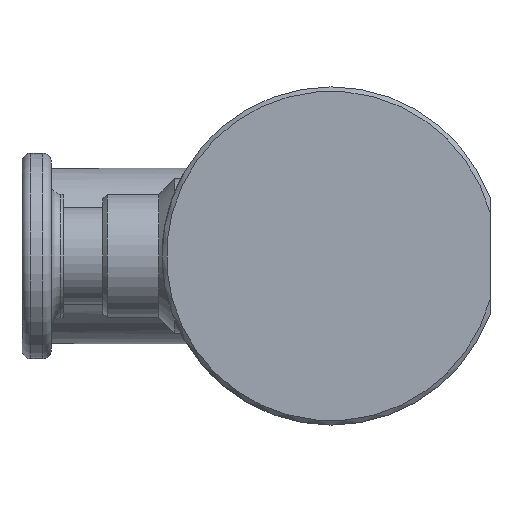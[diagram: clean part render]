
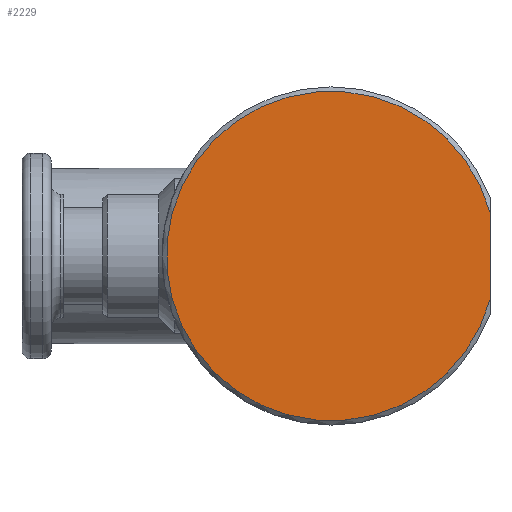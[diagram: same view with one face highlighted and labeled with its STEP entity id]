
A CAD part, left-side view. The second image highlights one B-rep face of the part: STEP entity #2229.
In plain terms, the highlighted planar face has unit normal (-1, 0, 0).
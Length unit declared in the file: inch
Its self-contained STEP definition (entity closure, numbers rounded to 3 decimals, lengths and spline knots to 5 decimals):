
#102=PLANE('',#2469);
#150=LINE('',#3377,#278);
#278=VECTOR('',#2594,0.3937);
#487=FACE_OUTER_BOUND('',#608,.T.);
#608=EDGE_LOOP('',(#1963,#1964));
#751=CIRCLE('',#2470,0.56);
#864=VERTEX_POINT('',#3375);
#865=VERTEX_POINT('',#3376);
#1102=EDGE_CURVE('',#864,#865,#150,.T.);
#1360=EDGE_CURVE('',#864,#865,#751,.T.);
#1963=ORIENTED_EDGE('',*,*,#1102,.T.);
#1964=ORIENTED_EDGE('',*,*,#1360,.F.);
#2229=ADVANCED_FACE('',(#487),#102,.T.);
#2469=AXIS2_PLACEMENT_3D('',#4127,#3046,#3047);
#2470=AXIS2_PLACEMENT_3D('',#4128,#3048,#3049);
#2594=DIRECTION('',(0.,0.,1.));
#3046=DIRECTION('center_axis',(-1.,0.,0.));
#3047=DIRECTION('ref_axis',(0.,0.,1.));
#3048=DIRECTION('center_axis',(1.,0.,0.));
#3049=DIRECTION('ref_axis',(0.,1.,0.));
#3375=CARTESIAN_POINT('',(0.,-0.54,-0.14832));
#3376=CARTESIAN_POINT('',(0.,-0.54,0.14832));
#3377=CARTESIAN_POINT('',(0.,-0.54,0.));
#4127=CARTESIAN_POINT('Origin',(0.,0.28,0.));
#4128=CARTESIAN_POINT('Origin',(0.,0.,0.));
